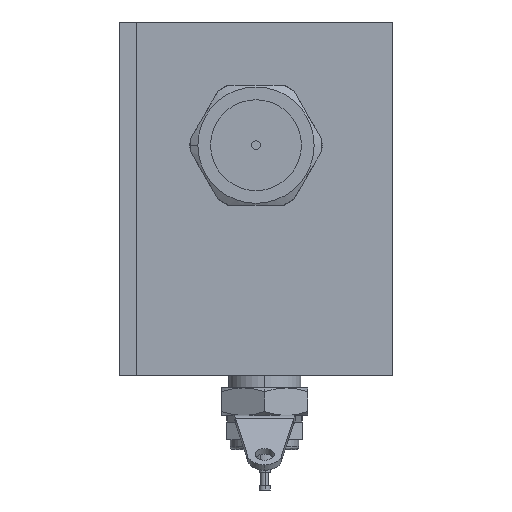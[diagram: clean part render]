
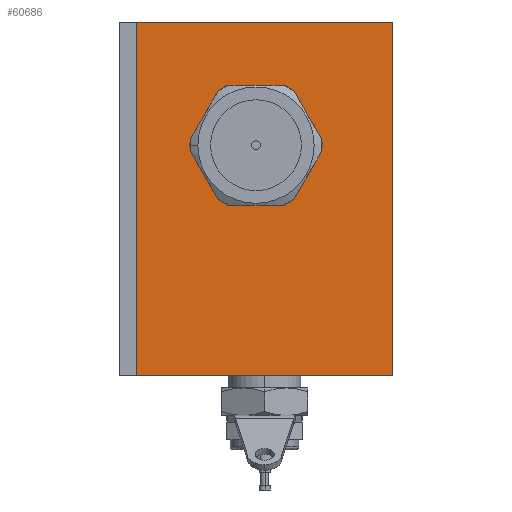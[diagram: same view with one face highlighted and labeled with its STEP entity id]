
A CAD part, left-side view. The second image highlights one B-rep face of the part: STEP entity #60686.
In plain terms, the highlighted planar face has unit normal (-1, 0, 0).
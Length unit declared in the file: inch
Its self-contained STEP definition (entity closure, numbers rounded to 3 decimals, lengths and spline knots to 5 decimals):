
#133 = ORIENTED_EDGE ( 'NONE', *, *, #30074, .F. ) ;
#1924 = CARTESIAN_POINT ( 'NONE',  ( -0.4225, 0., -0.645 ) ) ;
#1925 = VERTEX_POINT ( 'NONE', #68695 ) ;
#3667 = DIRECTION ( 'NONE',  ( 0., 0., 1. ) ) ;
#5605 = DIRECTION ( 'NONE',  ( 0., 0., -1. ) ) ;
#11630 = AXIS2_PLACEMENT_3D ( 'NONE', #40224, #68794, #5605 ) ;
#11694 = FACE_OUTER_BOUND ( 'NONE', #70843, .T. ) ;
#12182 = CARTESIAN_POINT ( 'NONE',  ( -0.4225, 0.937, -0.645 ) ) ;
#14643 = VERTEX_POINT ( 'NONE', #1924 ) ;
#15411 = EDGE_CURVE ( 'NONE', #54177, #17268, #32584, .T. ) ;
#17268 = VERTEX_POINT ( 'NONE', #33402 ) ;
#21059 = LINE ( 'NONE', #68212, #70642 ) ;
#30074 = EDGE_CURVE ( 'NONE', #17268, #1925, #21059, .T. ) ;
#32584 = LINE ( 'NONE', #55785, #44776 ) ;
#33402 = CARTESIAN_POINT ( 'NONE',  ( -0.4225, 0.937, 0.645 ) ) ;
#35269 = CARTESIAN_POINT ( 'NONE',  ( -0.4225, 0.937, -0.645 ) ) ;
#35384 = DIRECTION ( 'NONE',  ( 0., 1., 0. ) ) ;
#40224 = CARTESIAN_POINT ( 'NONE',  ( -0.4225, 0.937, 0.645 ) ) ;
#40715 = LINE ( 'NONE', #12182, #62802 ) ;
#42030 = DIRECTION ( 'NONE',  ( 0., 0., -1. ) ) ;
#44247 = DIRECTION ( 'NONE',  ( 0., -1., 0. ) ) ;
#44528 = ORIENTED_EDGE ( 'NONE', *, *, #15411, .F. ) ;
#44776 = VECTOR ( 'NONE', #3667, 39.37008 ) ;
#45572 = PLANE ( 'NONE',  #11630 ) ;
#53811 = LINE ( 'NONE', #64490, #72525 ) ;
#54177 = VERTEX_POINT ( 'NONE', #35269 ) ;
#55785 = CARTESIAN_POINT ( 'NONE',  ( -0.4225, 0.937, 0.645 ) ) ;
#60686 = ADVANCED_FACE ( 'NONE', ( #11694 ), #45572, .F. ) ;
#62802 = VECTOR ( 'NONE', #35384, 39.37008 ) ;
#64490 = CARTESIAN_POINT ( 'NONE',  ( -0.4225, 0., 0.645 ) ) ;
#67245 = ORIENTED_EDGE ( 'NONE', *, *, #74753, .F. ) ;
#68072 = EDGE_CURVE ( 'NONE', #14643, #54177, #40715, .T. ) ;
#68212 = CARTESIAN_POINT ( 'NONE',  ( -0.4225, 0.937, 0.645 ) ) ;
#68695 = CARTESIAN_POINT ( 'NONE',  ( -0.4225, 0., 0.645 ) ) ;
#68794 = DIRECTION ( 'NONE',  ( 1., 0., 0. ) ) ;
#70642 = VECTOR ( 'NONE', #44247, 39.37008 ) ;
#70843 = EDGE_LOOP ( 'NONE', ( #133, #44528, #74689, #67245 ) ) ;
#72525 = VECTOR ( 'NONE', #42030, 39.37008 ) ;
#74689 = ORIENTED_EDGE ( 'NONE', *, *, #68072, .F. ) ;
#74753 = EDGE_CURVE ( 'NONE', #1925, #14643, #53811, .T. ) ;
